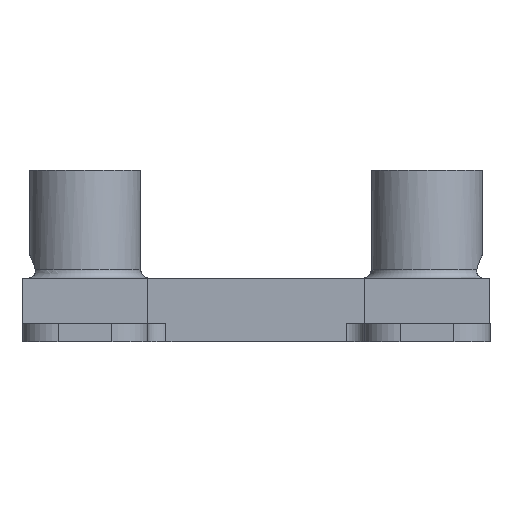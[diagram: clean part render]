
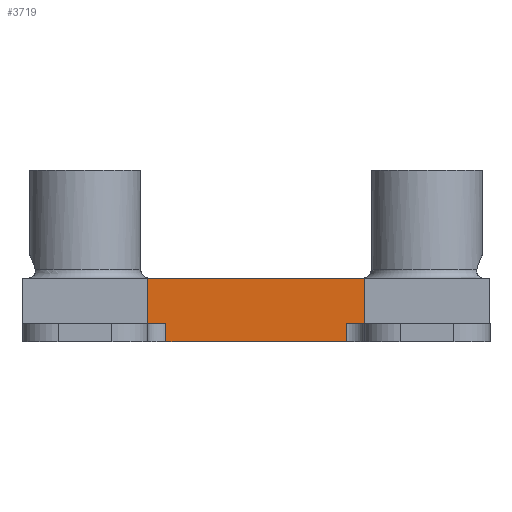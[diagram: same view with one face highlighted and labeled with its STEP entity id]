
A CAD part, front view. The second image highlights one B-rep face of the part: STEP entity #3719.
In plain terms, the highlighted planar face has unit normal (0, -1, 0).
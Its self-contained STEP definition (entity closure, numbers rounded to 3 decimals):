
#177=PLANE('',#4119);
#212=LINE('',#5331,#440);
#267=LINE('',#5572,#495);
#273=LINE('',#5591,#501);
#274=LINE('',#5596,#502);
#276=LINE('',#5636,#504);
#377=LINE('',#7569,#605);
#389=LINE('',#7769,#617);
#392=LINE('',#7773,#620);
#440=VECTOR('',#4222,10.);
#495=VECTOR('',#4441,10.);
#501=VECTOR('',#4455,10.);
#502=VECTOR('',#4462,10.);
#504=VECTOR('',#4472,10.);
#605=VECTOR('',#5027,10.);
#617=VECTOR('',#5075,10.);
#620=VECTOR('',#5080,10.);
#890=FACE_OUTER_BOUND('',#1147,.T.);
#1147=EDGE_LOOP('',(#3482,#3483,#3484,#3485,#3486,#3487,#3488,#3489));
#1509=VERTEX_POINT('',#5278);
#1534=VERTEX_POINT('',#5329);
#1631=VERTEX_POINT('',#5571);
#1639=VERTEX_POINT('',#5588);
#1640=VERTEX_POINT('',#5590);
#1646=VERTEX_POINT('',#5634);
#1647=VERTEX_POINT('',#5635);
#1842=VERTEX_POINT('',#7558);
#1913=EDGE_CURVE('',#1509,#1534,#212,.T.);
#2030=EDGE_CURVE('',#1631,#1509,#267,.T.);
#2039=EDGE_CURVE('',#1640,#1639,#273,.T.);
#2042=EDGE_CURVE('',#1534,#1640,#274,.T.);
#2048=EDGE_CURVE('',#1646,#1647,#276,.T.);
#2345=EDGE_CURVE('',#1842,#1631,#377,.T.);
#2373=EDGE_CURVE('',#1639,#1646,#389,.T.);
#2376=EDGE_CURVE('',#1842,#1647,#392,.T.);
#3482=ORIENTED_EDGE('',*,*,#2030,.T.);
#3483=ORIENTED_EDGE('',*,*,#1913,.T.);
#3484=ORIENTED_EDGE('',*,*,#2042,.T.);
#3485=ORIENTED_EDGE('',*,*,#2039,.T.);
#3486=ORIENTED_EDGE('',*,*,#2373,.T.);
#3487=ORIENTED_EDGE('',*,*,#2048,.T.);
#3488=ORIENTED_EDGE('',*,*,#2376,.F.);
#3489=ORIENTED_EDGE('',*,*,#2345,.T.);
#3719=ADVANCED_FACE('',(#890),#177,.T.);
#4119=AXIS2_PLACEMENT_3D('',#7966,#5134,#5135);
#4222=DIRECTION('',(1.,0.,0.));
#4441=DIRECTION('',(0.,0.,-1.));
#4455=DIRECTION('',(1.,0.,0.));
#4462=DIRECTION('',(0.,0.,1.));
#4472=DIRECTION('',(-1.,0.,0.));
#5027=DIRECTION('',(1.,0.,0.));
#5075=DIRECTION('',(0.,0.,1.));
#5080=DIRECTION('',(0.,0.,1.));
#5134=DIRECTION('center_axis',(0.,-1.,0.));
#5135=DIRECTION('ref_axis',(0.,0.,-1.));
#5278=CARTESIAN_POINT('',(32.926,150.447,7.385));
#5329=CARTESIAN_POINT('',(42.933,150.448,7.385));
#5331=CARTESIAN_POINT('',(43.926,150.448,7.385));
#5571=CARTESIAN_POINT('',(32.926,150.447,8.385));
#5572=CARTESIAN_POINT('',(32.926,150.447,7.885));
#5588=CARTESIAN_POINT('',(43.926,150.448,8.385));
#5590=CARTESIAN_POINT('',(42.933,150.448,8.385));
#5591=CARTESIAN_POINT('',(40.926,150.448,8.385));
#5596=CARTESIAN_POINT('',(42.933,150.448,7.385));
#5634=CARTESIAN_POINT('',(43.926,150.448,10.885));
#5635=CARTESIAN_POINT('',(31.926,150.448,10.885));
#5636=CARTESIAN_POINT('',(43.926,150.448,10.885));
#7558=CARTESIAN_POINT('',(31.926,150.448,8.385));
#7569=CARTESIAN_POINT('',(40.926,150.448,8.385));
#7769=CARTESIAN_POINT('',(43.926,150.448,13.485));
#7773=CARTESIAN_POINT('',(31.926,150.448,13.485));
#7966=CARTESIAN_POINT('Origin',(43.926,150.448,7.385));
